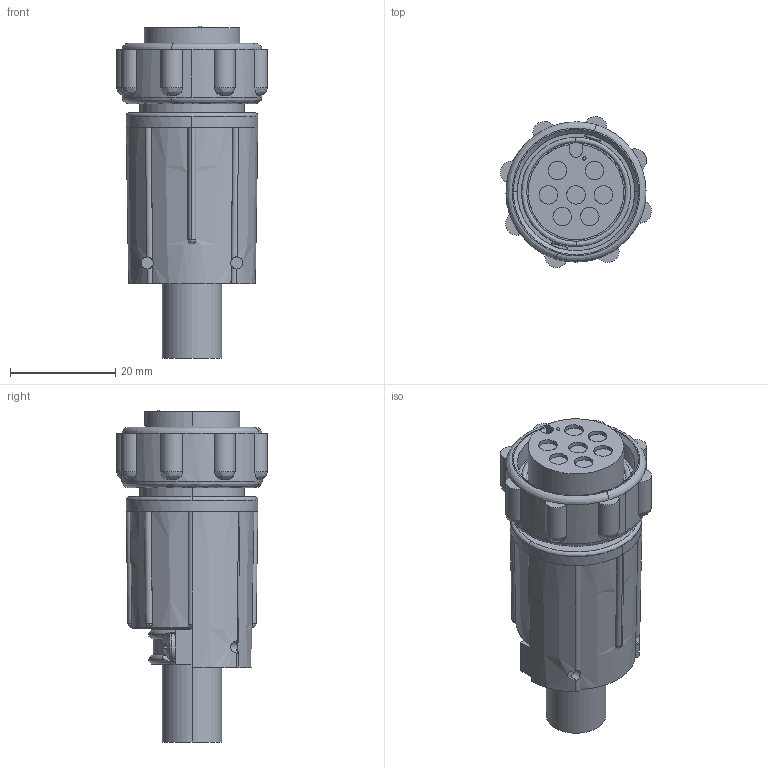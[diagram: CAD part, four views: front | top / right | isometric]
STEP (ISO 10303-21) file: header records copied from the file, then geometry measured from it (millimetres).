
FILE_DESCRIPTION (( 'STEP AP203' ), '1' );
FILE_NAME ('13180-7SG-325.STEP', '2015-11-19T17:31:18', ( '' ), ( '' ), 'SwSTEP 2.0', 'SolidWorks 2014', '' );
FILE_SCHEMA (( 'CONFIG_CONTROL_DESIGN' ));
Length unit declared in the file: inch
Products named in the file (1): 13180-7SG-325
Bounding box: 28.74 x 28.74 x 63.2 mm (x, y, z)
Volume: 21783.4 mm3; surface area: 7235.9 mm2
Topology: 1 solids, 1 shells, 240 faces, 608 edges, 384 vertices
Faces by surface type: plane 109, cylinder 73, bspline 49, cone 9
Entity records: 9475 total; most frequent: CARTESIAN_POINT 4145, ORIENTED_EDGE 1208, DIRECTION 963, EDGE_CURVE 604, VERTEX_POINT 384, AXIS2_PLACEMENT_3D 378, EDGE_LOOP 258, ADVANCED_FACE 240
